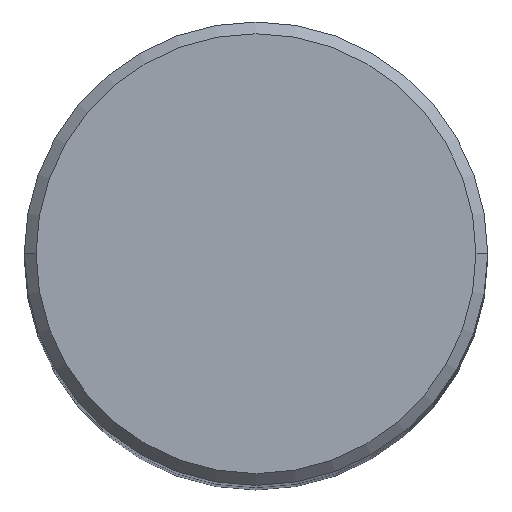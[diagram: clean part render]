
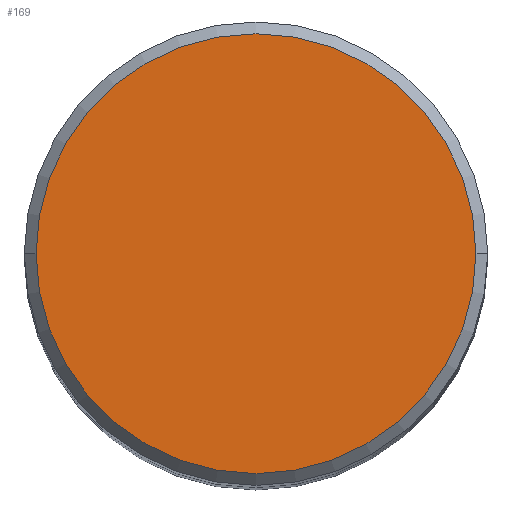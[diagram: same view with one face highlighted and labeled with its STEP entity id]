
A CAD part, top view. The second image highlights one B-rep face of the part: STEP entity #169.
In plain terms, the highlighted planar face has unit normal (0, 0, 1).
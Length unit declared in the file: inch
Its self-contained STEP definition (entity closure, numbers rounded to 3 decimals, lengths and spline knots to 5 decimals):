
#3 = VERTEX_POINT ( 'NONE', #130 ) ;
#5 = CARTESIAN_POINT ( 'NONE',  ( 0., 0.3737, 0. ) ) ;
#7 = FACE_OUTER_BOUND ( 'NONE', #301, .T. ) ;
#55 = EDGE_CURVE ( 'NONE', #63, #3, #298, .T. ) ;
#63 = VERTEX_POINT ( 'NONE', #91 ) ;
#66 = DIRECTION ( 'NONE',  ( 0., 0., -1. ) ) ;
#91 = CARTESIAN_POINT ( 'NONE',  ( 0.3737, 0., 0. ) ) ;
#94 = CIRCLE ( 'NONE', #189, 0.3737 ) ;
#105 = DIRECTION ( 'NONE',  ( 0., 0., 1. ) ) ;
#127 = AXIS2_PLACEMENT_3D ( 'NONE', #5, #66, #261 ) ;
#130 = CARTESIAN_POINT ( 'NONE',  ( -0.3737, 0., 0. ) ) ;
#167 = DIRECTION ( 'NONE',  ( 1., 0., 0. ) ) ;
#169 = ADVANCED_FACE ( 'NONE', ( #7 ), #393, .F. ) ;
#176 = ORIENTED_EDGE ( 'NONE', *, *, #55, .T. ) ;
#189 = AXIS2_PLACEMENT_3D ( 'NONE', #305, #105, #167 ) ;
#196 = AXIS2_PLACEMENT_3D ( 'NONE', #357, #285, #389 ) ;
#261 = DIRECTION ( 'NONE',  ( -1., 0., 0. ) ) ;
#285 = DIRECTION ( 'NONE',  ( 0., 0., 1. ) ) ;
#298 = CIRCLE ( 'NONE', #196, 0.3737 ) ;
#301 = EDGE_LOOP ( 'NONE', ( #330, #176 ) ) ;
#305 = CARTESIAN_POINT ( 'NONE',  ( 0., 0., 0. ) ) ;
#323 = EDGE_CURVE ( 'NONE', #3, #63, #94, .T. ) ;
#330 = ORIENTED_EDGE ( 'NONE', *, *, #323, .T. ) ;
#357 = CARTESIAN_POINT ( 'NONE',  ( 0., 0., 0. ) ) ;
#389 = DIRECTION ( 'NONE',  ( 1., 0., 0. ) ) ;
#393 = PLANE ( 'NONE',  #127 ) ;
